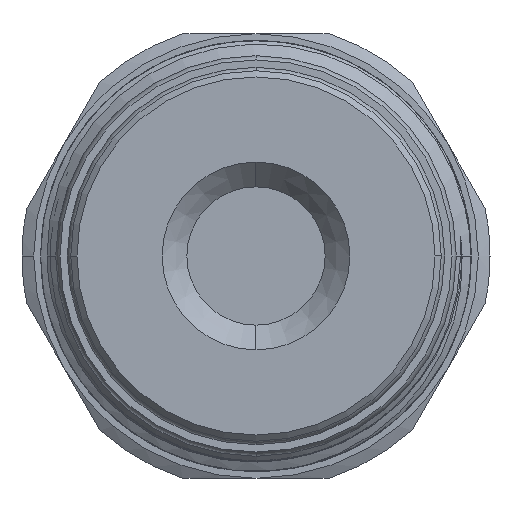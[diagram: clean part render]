
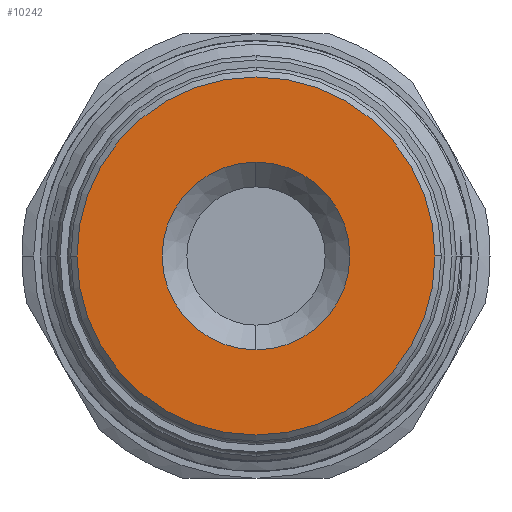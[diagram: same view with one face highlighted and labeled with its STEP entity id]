
A CAD part, left-side view. The second image highlights one B-rep face of the part: STEP entity #10242.
In plain terms, the highlighted planar face has unit normal (-1, 0, 0).
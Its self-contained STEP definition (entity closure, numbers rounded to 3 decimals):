
#3 = PLANE ( 'NONE',  #3405 ) ;
#580 = EDGE_CURVE ( 'NONE', #10516, #12740, #10086, .T. ) ;
#995 = DIRECTION ( 'NONE',  ( 0., 1., 0. ) ) ;
#1216 = DIRECTION ( 'NONE',  ( 1., 0., 0. ) ) ;
#1447 = ORIENTED_EDGE ( 'NONE', *, *, #10371, .T. ) ;
#1500 = CIRCLE ( 'NONE', #10122, 7.6 ) ;
#2261 = CARTESIAN_POINT ( 'NONE',  ( -47.85, 0., 0. ) ) ;
#3223 = DIRECTION ( 'NONE',  ( 1., 0., 0. ) ) ;
#3405 = AXIS2_PLACEMENT_3D ( 'NONE', #6982, #5848, #995 ) ;
#3446 = VERTEX_POINT ( 'NONE', #11726 ) ;
#3518 = DIRECTION ( 'NONE',  ( 0., 1., 0. ) ) ;
#3953 = DIRECTION ( 'NONE',  ( -1., 0., 0. ) ) ;
#4026 = ORIENTED_EDGE ( 'NONE', *, *, #4046, .T. ) ;
#4046 = EDGE_CURVE ( 'NONE', #3446, #8622, #1500, .T. ) ;
#4630 = ORIENTED_EDGE ( 'NONE', *, *, #8287, .T. ) ;
#4870 = DIRECTION ( 'NONE',  ( 0., 1., 0. ) ) ;
#4972 = CIRCLE ( 'NONE', #12382, 14.5 ) ;
#5848 = DIRECTION ( 'NONE',  ( 1., 0., 0. ) ) ;
#5891 = CARTESIAN_POINT ( 'NONE',  ( -47.85, 0., 0. ) ) ;
#6033 = FACE_BOUND ( 'NONE', #10820, .T. ) ;
#6195 = DIRECTION ( 'NONE',  ( 0., 1., 0. ) ) ;
#6556 = AXIS2_PLACEMENT_3D ( 'NONE', #2261, #1216, #9172 ) ;
#6630 = CARTESIAN_POINT ( 'NONE',  ( -47.85, 0., 7.6 ) ) ;
#6982 = CARTESIAN_POINT ( 'NONE',  ( -47.85, 0., 0. ) ) ;
#7366 = CARTESIAN_POINT ( 'NONE',  ( -47.85, 0., 0. ) ) ;
#7777 = AXIS2_PLACEMENT_3D ( 'NONE', #7366, #12337, #3518 ) ;
#8109 = EDGE_LOOP ( 'NONE', ( #4630, #11076 ) ) ;
#8176 = CARTESIAN_POINT ( 'NONE',  ( -47.85, 0., 0. ) ) ;
#8287 = EDGE_CURVE ( 'NONE', #12740, #10516, #4972, .T. ) ;
#8339 = CARTESIAN_POINT ( 'NONE',  ( -47.85, -14.5, 0. ) ) ;
#8622 = VERTEX_POINT ( 'NONE', #6630 ) ;
#9172 = DIRECTION ( 'NONE',  ( 0., 1., 0. ) ) ;
#9944 = FACE_OUTER_BOUND ( 'NONE', #8109, .T. ) ;
#10086 = CIRCLE ( 'NONE', #7777, 14.5 ) ;
#10122 = AXIS2_PLACEMENT_3D ( 'NONE', #8176, #3223, #6195 ) ;
#10242 = ADVANCED_FACE ( 'NONE', ( #9944, #6033 ), #3, .F. ) ;
#10371 = EDGE_CURVE ( 'NONE', #8622, #3446, #10382, .T. ) ;
#10382 = CIRCLE ( 'NONE', #6556, 7.6 ) ;
#10516 = VERTEX_POINT ( 'NONE', #8339 ) ;
#10820 = EDGE_LOOP ( 'NONE', ( #1447, #4026 ) ) ;
#11076 = ORIENTED_EDGE ( 'NONE', *, *, #580, .T. ) ;
#11726 = CARTESIAN_POINT ( 'NONE',  ( -47.85, 0., -7.6 ) ) ;
#12337 = DIRECTION ( 'NONE',  ( -1., 0., 0. ) ) ;
#12382 = AXIS2_PLACEMENT_3D ( 'NONE', #5891, #3953, #4870 ) ;
#12740 = VERTEX_POINT ( 'NONE', #12794 ) ;
#12794 = CARTESIAN_POINT ( 'NONE',  ( -47.85, 14.5, 0. ) ) ;
